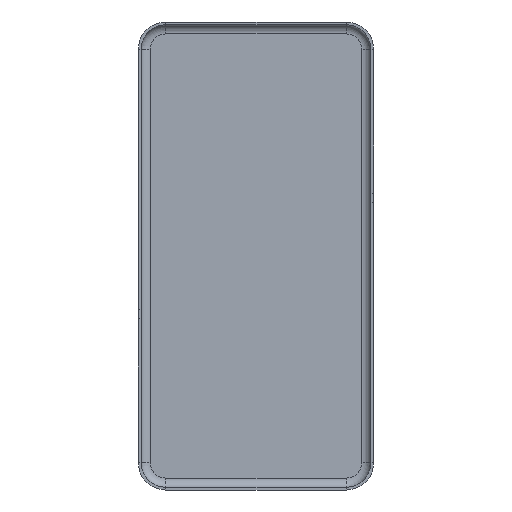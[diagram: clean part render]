
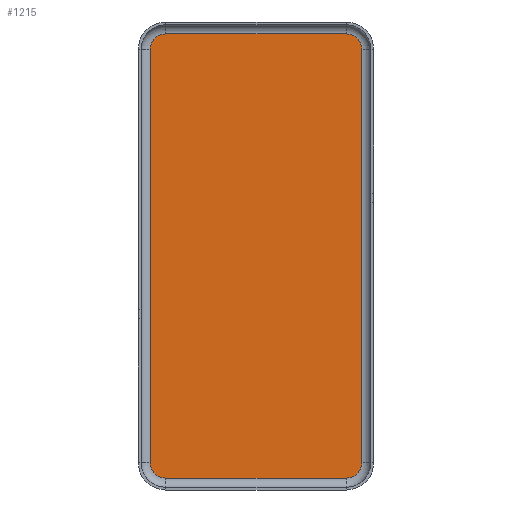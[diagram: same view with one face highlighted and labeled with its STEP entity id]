
A CAD part, front view. The second image highlights one B-rep face of the part: STEP entity #1215.
In plain terms, the highlighted planar face has unit normal (0, -1, 0).
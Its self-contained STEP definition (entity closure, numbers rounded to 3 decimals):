
#19 = CARTESIAN_POINT ( 'NONE',  ( 9.85, -0.3, -24.25 ) ) ;
#40 = CARTESIAN_POINT ( 'NONE',  ( -11.55, -0.3, 22.55 ) ) ;
#41 = CIRCLE ( 'NONE', #51, 1.7 ) ;
#51 = AXIS2_PLACEMENT_3D ( 'NONE', #328, #678, #884 ) ;
#77 = VECTOR ( 'NONE', #1130, 1000. ) ;
#86 = ORIENTED_EDGE ( 'NONE', *, *, #1141, .F. ) ;
#129 = VERTEX_POINT ( 'NONE', #140 ) ;
#140 = CARTESIAN_POINT ( 'NONE',  ( -9.85, -0.3, 24.25 ) ) ;
#199 = AXIS2_PLACEMENT_3D ( 'NONE', #1150, #482, #596 ) ;
#238 = VERTEX_POINT ( 'NONE', #639 ) ;
#259 = ORIENTED_EDGE ( 'NONE', *, *, #1284, .F. ) ;
#262 = EDGE_CURVE ( 'NONE', #275, #449, #548, .T. ) ;
#275 = VERTEX_POINT ( 'NONE', #859 ) ;
#308 = AXIS2_PLACEMENT_3D ( 'NONE', #636, #1420, #891 ) ;
#310 = LINE ( 'NONE', #797, #1309 ) ;
#328 = CARTESIAN_POINT ( 'NONE',  ( -9.85, -0.3, -22.55 ) ) ;
#375 = ORIENTED_EDGE ( 'NONE', *, *, #550, .F. ) ;
#449 = VERTEX_POINT ( 'NONE', #1234 ) ;
#482 = DIRECTION ( 'NONE',  ( 0., 1., 0. ) ) ;
#518 = PLANE ( 'NONE',  #308 ) ;
#548 = CIRCLE ( 'NONE', #848, 1.7 ) ;
#550 = EDGE_CURVE ( 'NONE', #449, #1404, #1007, .T. ) ;
#560 = VERTEX_POINT ( 'NONE', #1370 ) ;
#571 = CARTESIAN_POINT ( 'NONE',  ( 9.85, -0.3, 24.25 ) ) ;
#596 = DIRECTION ( 'NONE',  ( 0., 0., 1. ) ) ;
#620 = VERTEX_POINT ( 'NONE', #40 ) ;
#623 = FACE_OUTER_BOUND ( 'NONE', #1109, .T. ) ;
#625 = CARTESIAN_POINT ( 'NONE',  ( 9.85, -0.3, -22.55 ) ) ;
#636 = CARTESIAN_POINT ( 'NONE',  ( 9.85, -0.3, 22.55 ) ) ;
#639 = CARTESIAN_POINT ( 'NONE',  ( 11.55, -0.3, 22.55 ) ) ;
#644 = CARTESIAN_POINT ( 'NONE',  ( -9.85, -0.3, 22.55 ) ) ;
#648 = ORIENTED_EDGE ( 'NONE', *, *, #1263, .F. ) ;
#650 = EDGE_CURVE ( 'NONE', #129, #1403, #988, .T. ) ;
#678 = DIRECTION ( 'NONE',  ( 0., 1., 0. ) ) ;
#712 = CARTESIAN_POINT ( 'NONE',  ( -9.85, -0.3, -24.25 ) ) ;
#733 = DIRECTION ( 'NONE',  ( 0., 0., 1. ) ) ;
#764 = DIRECTION ( 'NONE',  ( 0., 0., 1. ) ) ;
#784 = ORIENTED_EDGE ( 'NONE', *, *, #650, .F. ) ;
#788 = CIRCLE ( 'NONE', #1062, 1.7 ) ;
#797 = CARTESIAN_POINT ( 'NONE',  ( 11.55, -0.3, 22.55 ) ) ;
#802 = CARTESIAN_POINT ( 'NONE',  ( -9.85, -0.3, 24.25 ) ) ;
#839 = LINE ( 'NONE', #1264, #1218 ) ;
#848 = AXIS2_PLACEMENT_3D ( 'NONE', #625, #1418, #866 ) ;
#859 = CARTESIAN_POINT ( 'NONE',  ( 11.55, -0.3, -22.55 ) ) ;
#865 = EDGE_CURVE ( 'NONE', #1403, #238, #1362, .T. ) ;
#866 = DIRECTION ( 'NONE',  ( 0., 0., 1. ) ) ;
#884 = DIRECTION ( 'NONE',  ( 0., 0., 1. ) ) ;
#891 = DIRECTION ( 'NONE',  ( 0., 0., -1. ) ) ;
#953 = EDGE_CURVE ( 'NONE', #560, #620, #839, .T. ) ;
#965 = ORIENTED_EDGE ( 'NONE', *, *, #262, .F. ) ;
#971 = ORIENTED_EDGE ( 'NONE', *, *, #865, .F. ) ;
#978 = DIRECTION ( 'NONE',  ( 0., 1., 0. ) ) ;
#988 = LINE ( 'NONE', #802, #1293 ) ;
#1007 = LINE ( 'NONE', #19, #77 ) ;
#1062 = AXIS2_PLACEMENT_3D ( 'NONE', #644, #978, #764 ) ;
#1079 = ORIENTED_EDGE ( 'NONE', *, *, #953, .F. ) ;
#1109 = EDGE_LOOP ( 'NONE', ( #971, #784, #86, #1079, #259, #375, #965, #648 ) ) ;
#1130 = DIRECTION ( 'NONE',  ( -1., 0., 0. ) ) ;
#1141 = EDGE_CURVE ( 'NONE', #620, #129, #788, .T. ) ;
#1150 = CARTESIAN_POINT ( 'NONE',  ( 9.85, -0.3, 22.55 ) ) ;
#1215 = ADVANCED_FACE ( 'NONE', ( #623 ), #518, .T. ) ;
#1217 = DIRECTION ( 'NONE',  ( 0., 0., -1. ) ) ;
#1218 = VECTOR ( 'NONE', #733, 1000. ) ;
#1234 = CARTESIAN_POINT ( 'NONE',  ( 9.85, -0.3, -24.25 ) ) ;
#1263 = EDGE_CURVE ( 'NONE', #238, #275, #310, .T. ) ;
#1264 = CARTESIAN_POINT ( 'NONE',  ( -11.55, -0.3, -22.55 ) ) ;
#1284 = EDGE_CURVE ( 'NONE', #1404, #560, #41, .T. ) ;
#1293 = VECTOR ( 'NONE', #1357, 1000. ) ;
#1309 = VECTOR ( 'NONE', #1217, 1000. ) ;
#1357 = DIRECTION ( 'NONE',  ( 1., 0., 0. ) ) ;
#1362 = CIRCLE ( 'NONE', #199, 1.7 ) ;
#1370 = CARTESIAN_POINT ( 'NONE',  ( -11.55, -0.3, -22.55 ) ) ;
#1403 = VERTEX_POINT ( 'NONE', #571 ) ;
#1404 = VERTEX_POINT ( 'NONE', #712 ) ;
#1418 = DIRECTION ( 'NONE',  ( 0., 1., 0. ) ) ;
#1420 = DIRECTION ( 'NONE',  ( 0., -1., 0. ) ) ;
